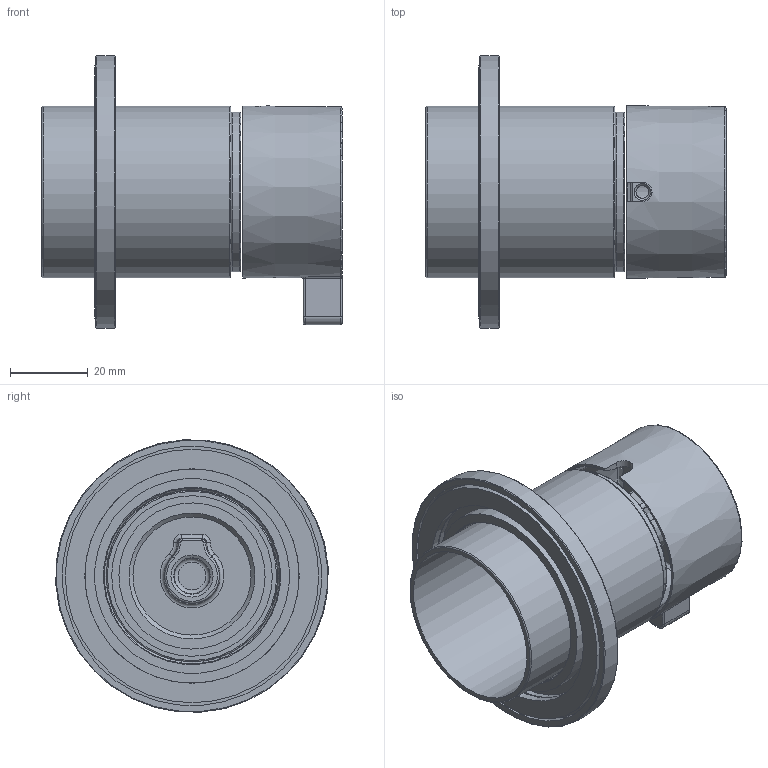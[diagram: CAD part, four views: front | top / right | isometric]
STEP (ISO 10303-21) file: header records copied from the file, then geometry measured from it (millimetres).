
FILE_DESCRIPTION(/* description */ ('Unknown'),/* implementation_level */ '2;1');
FILE_NAME(/* name */ 'AC111-00',/* time_stamp */ '2023-11-15T10:28:41+01:00',/* author */ ('Unknown'),/* organization */ ('Unknown'),/* preprocessor_version */ 'ST-DEVELOPER v18.102',/* originating_system */ 'Solid Edge',/* authorisation */ 'Unknown');
FILE_SCHEMA (('AUTOMOTIVE_DESIGN {1 0 10303 214 3 1 1}'));
Length unit declared in the file: millimetre
Products named in the file (10): AC111EXT-00; AC111-001_oa_0; AC111-01; AC023-05; AC111-02; AC131-03; AC131-003; 177619; BR005-21; AC131-04
Assembly tree (9 placements, depth 3):
  AC111EXT-00
    AC111-001_oa_0
      AC111-01
    AC023-05
    AC111-02
    AC131-03
    AC131-003
      177619
      BR005-21
      AC131-04
Bounding box: 77 x 69.82 x 69.82 mm (x, y, z)
Volume: 36391.3 mm3; surface area: 39725.9 mm2
Topology: 7 solids, 7 shells, 146 faces, 317 edges, 194 vertices
Faces by surface type: plane 44, cylinder 38, bspline 26, cone 19, torus 19
Full cylindrical faces by diameter (mm): 3.242 x1, 10.8 x1, 30.3 x1, 34.5 x1, 36.2 x1, 37.5 x1, 38.6 x2, 39 x1, 41 x1, 41.2 x1, 44 x1, 44.5 x1, 45 x1, 46.7 x1, 50 x1, 55 x2, 65 x1, 66.5 x1, 70 x1
Entity records: 5070 total; most frequent: CARTESIAN_POINT 1412, DIRECTION 581, ORIENTED_EDGE 478, AXIS2_PLACEMENT_3D 257, EDGE_CURVE 239, FACE_BOUND 223, EDGE_LOOP 221, VERTEX_POINT 174
